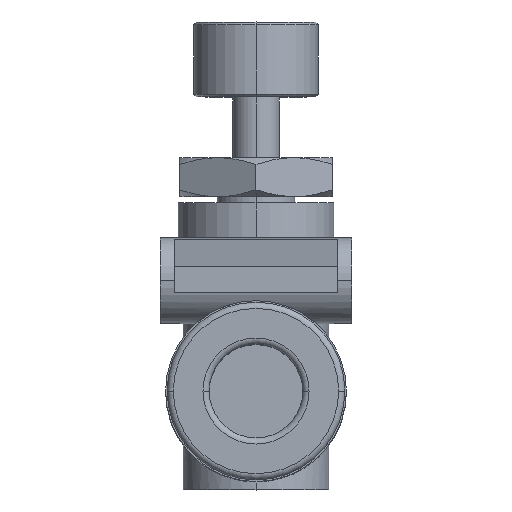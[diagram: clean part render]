
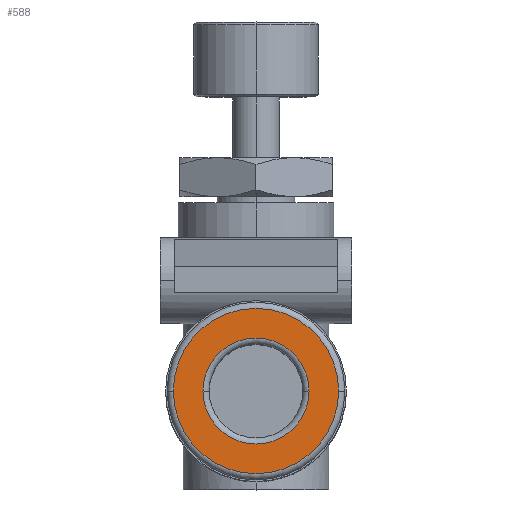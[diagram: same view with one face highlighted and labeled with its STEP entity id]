
A CAD part, top view. The second image highlights one B-rep face of the part: STEP entity #588.
In plain terms, the highlighted planar face has unit normal (0, 0, 1).
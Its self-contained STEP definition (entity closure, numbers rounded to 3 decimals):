
#346 = EDGE_CURVE ( 'NONE', #347, #348, #2079, .T. ) ;
#347 = VERTEX_POINT ( 'NONE', #2081 ) ;
#348 = VERTEX_POINT ( 'NONE', #2080 ) ;
#397 = EDGE_CURVE ( 'NONE', #400, #403, #2083, .T. ) ;
#400 = VERTEX_POINT ( 'NONE', #2066 ) ;
#403 = VERTEX_POINT ( 'NONE', #2061 ) ;
#502 = EDGE_LOOP ( 'NONE', ( #505, #667 ) ) ;
#505 = ORIENTED_EDGE ( 'NONE', *, *, #397, .T. ) ;
#525 = ORIENTED_EDGE ( 'NONE', *, *, #346, .T. ) ;
#587 = EDGE_CURVE ( 'NONE', #403, #400, #2409, .T. ) ;
#588 = ADVANCED_FACE ( 'NONE', ( #2355, #2367 ), #2358, .F. ) ;
#666 = EDGE_CURVE ( 'NONE', #348, #347, #2609, .T. ) ;
#667 = ORIENTED_EDGE ( 'NONE', *, *, #587, .T. ) ;
#668 = ORIENTED_EDGE ( 'NONE', *, *, #666, .T. ) ;
#669 = EDGE_LOOP ( 'NONE', ( #668, #525 ) ) ;
#1890 = DIRECTION ( 'NONE',  ( -1., 0., 0. ) ) ;
#1891 = DIRECTION ( 'NONE',  ( 0., 0., 1. ) ) ;
#1892 = CARTESIAN_POINT ( 'NONE',  ( 0., 0., 21.25 ) ) ;
#1893 = AXIS2_PLACEMENT_3D ( 'NONE', #1892, #1891, #1890 ) ;
#1920 = CARTESIAN_POINT ( 'NONE',  ( 0., 0., 21.25 ) ) ;
#2061 = CARTESIAN_POINT ( 'NONE',  ( 3.4, 0., 21.25 ) ) ;
#2066 = CARTESIAN_POINT ( 'NONE',  ( -3.4, 0., 21.25 ) ) ;
#2069 = DIRECTION ( 'NONE',  ( -1., 0., 0. ) ) ;
#2070 = DIRECTION ( 'NONE',  ( 0., 0., -1. ) ) ;
#2079 = CIRCLE ( 'NONE', #1893, 5.3 ) ;
#2080 = CARTESIAN_POINT ( 'NONE',  ( -5.3, 0., 21.25 ) ) ;
#2081 = CARTESIAN_POINT ( 'NONE',  ( 5.3, 0., 21.25 ) ) ;
#2082 = AXIS2_PLACEMENT_3D ( 'NONE', #1920, #2070, #2069 ) ;
#2083 = CIRCLE ( 'NONE', #2082, 3.4 ) ;
#2347 = DIRECTION ( 'NONE',  ( -1., 0., 0. ) ) ;
#2348 = DIRECTION ( 'NONE',  ( 0., 0., -1. ) ) ;
#2349 = CARTESIAN_POINT ( 'NONE',  ( 0., 5.7, 21.25 ) ) ;
#2350 = DIRECTION ( 'NONE',  ( -1., 0., 0. ) ) ;
#2351 = DIRECTION ( 'NONE',  ( 0., 0., -1. ) ) ;
#2352 = CARTESIAN_POINT ( 'NONE',  ( 0., 0., 21.25 ) ) ;
#2353 = AXIS2_PLACEMENT_3D ( 'NONE', #2352, #2351, #2350 ) ;
#2355 = FACE_BOUND ( 'NONE', #502, .T. ) ;
#2356 = AXIS2_PLACEMENT_3D ( 'NONE', #2349, #2348, #2347 ) ;
#2358 = PLANE ( 'NONE',  #2356 ) ;
#2367 = FACE_OUTER_BOUND ( 'NONE', #669, .T. ) ;
#2409 = CIRCLE ( 'NONE', #2353, 3.4 ) ;
#2609 = CIRCLE ( 'NONE', #2691, 5.3 ) ;
#2691 = AXIS2_PLACEMENT_3D ( 'NONE', #2708, #2701, #2700 ) ;
#2700 = DIRECTION ( 'NONE',  ( -1., 0., 0. ) ) ;
#2701 = DIRECTION ( 'NONE',  ( 0., 0., 1. ) ) ;
#2708 = CARTESIAN_POINT ( 'NONE',  ( 0., 0., 21.25 ) ) ;
